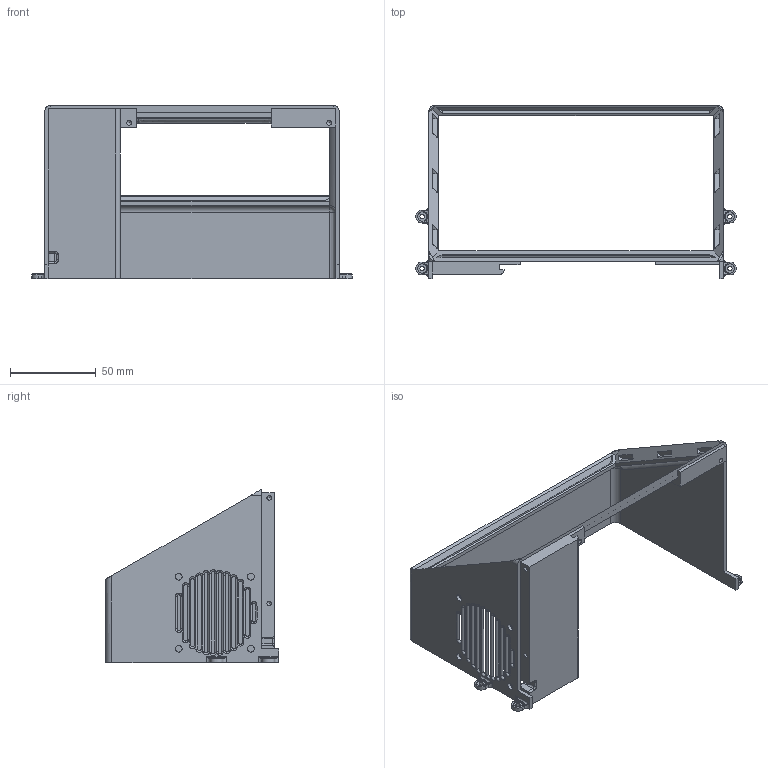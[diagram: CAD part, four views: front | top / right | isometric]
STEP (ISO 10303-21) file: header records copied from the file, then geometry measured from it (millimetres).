
FILE_DESCRIPTION(/* description */ (''),/* implementation_level */ '2;1');
FILE_NAME(/* name */ 'Panel_Frame-Upper.step',/* time_stamp */ '2016-04-06T19:37:39-07:00',/* author */ (''),/* organization */ (''),/* preprocessor_version */ 'ST-DEVELOPER v16.2',/* originating_system */ 'Autodesk Translation Framework v4.3.0.3010',/* authorisation */ '');
FILE_SCHEMA (('AUTOMOTIVE_DESIGN { 1 0 10303 214 3 1 1 }'));
Length unit declared in the file: centimetre
Products named in the file (1): Panel_Frame-Upper v3
Bounding box: 186.75 x 100.93 x 101 mm (x, y, z)
Volume: 87204.5 mm3; surface area: 63330.3 mm2
Topology: 1 solids, 25 shells, 845 faces, 2383 edges, 1560 vertices
Faces by surface type: bspline 398, plane 300, cylinder 104, torus 37, cone 4, sphere 2
Full cylindrical faces by diameter (mm): 2.667 x8, 4 x4, 5.5 x4
Entity records: 31928 total; most frequent: CARTESIAN_POINT 12613, ORIENTED_EDGE 4674, DIRECTION 2818, EDGE_CURVE 2337, VERTEX_POINT 1545, LINE 1204, VECTOR 1204, EDGE_LOOP 914
